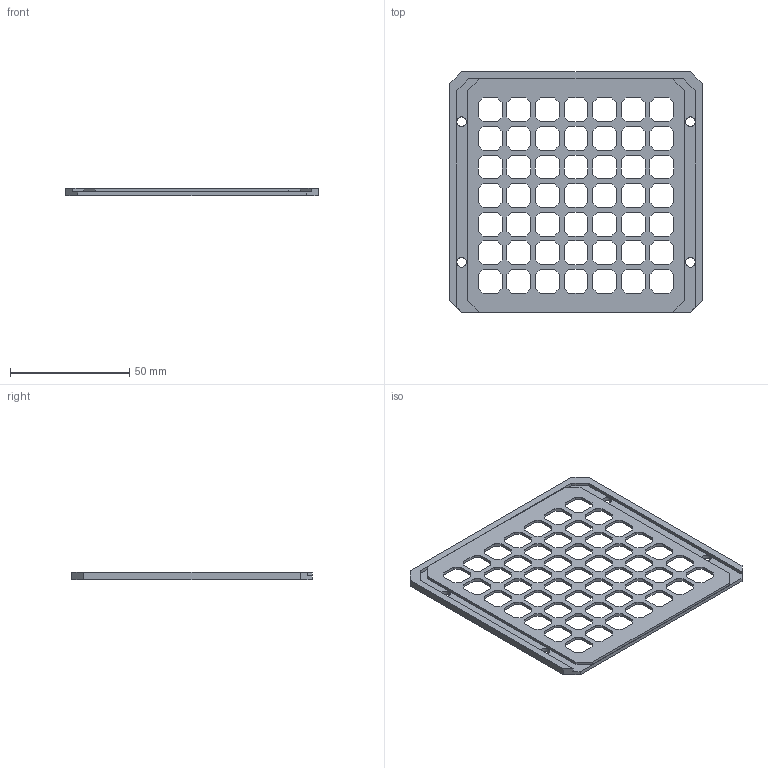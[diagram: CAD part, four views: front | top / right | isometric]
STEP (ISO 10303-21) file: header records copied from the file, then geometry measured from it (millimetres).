
FILE_DESCRIPTION(('STEP AP242'), '1');
FILE_NAME('assemblyMiddlePlank1', '', ('UNSPECIFIED'), ('UNSPECIFIED'), 'C3D Converter', 'C3D Toolkit', '');
FILE_SCHEMA(('AP242_MANAGED_MODEL_BASED_3D_ENGINEERING_MIM_LF { 1 0 10303 442 1 1 4 }'));
Length unit declared in the file: millimetre
Assembly tree (2 placements, depth 2):
  (unnamed)
    (unnamed)
    (unnamed)
Bounding box: 106 x 101 x 3 mm (x, y, z)
Volume: 11273.8 mm3; surface area: 19326.3 mm2
Topology: 2 solids, 2 shells, 430 faces, 1284 edges, 854 vertices
Faces by surface type: plane 426, cylinder 4
Full cylindrical faces by diameter (mm): 4 x4
Entity records: 14489 total; most frequent: CARTESIAN_POINT 2567, ORIENTED_EDGE 2560, DIRECTION 2156, EDGE_CURVE 1280, LINE 1270, VECTOR 1270, VERTEX_POINT 854, EDGE_LOOP 538
